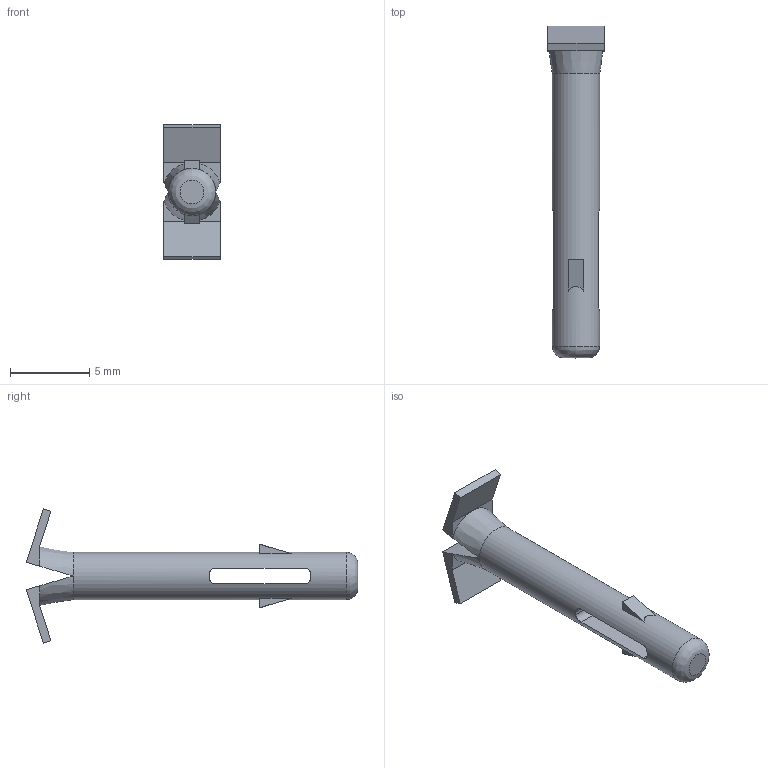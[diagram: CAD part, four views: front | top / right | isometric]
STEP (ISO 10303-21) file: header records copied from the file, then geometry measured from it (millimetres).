
FILE_DESCRIPTION(/* description */ (''),/* implementation_level */ '2;1');
FILE_NAME(/* name */ 'H4.stp',/* time_stamp */ '2016-08-19T15:01:51-04:00',/* author */ ('CAD Station'),/* organization */ (''),/* preprocessor_version */ 'ST-DEVELOPER v16.1',/* originating_system */ 'Autodesk Inventor 2016',/* authorisation */ '');
FILE_SCHEMA (('AUTOMOTIVE_DESIGN { 1 0 10303 214 3 1 1 }'));
Length unit declared in the file: millimetre
Products named in the file (1): H4
Bounding box: 3.6 x 21 x 8.5 mm (x, y, z)
Volume: 137.5 mm3; surface area: 302.1 mm2
Topology: 3 solids, 3 shells, 45 faces, 108 edges, 68 vertices
Faces by surface type: plane 35, cylinder 5, cone 4, bspline 1
Full cylindrical faces by diameter (mm): 3 x1
Entity records: 1415 total; most frequent: CARTESIAN_POINT 320, DIRECTION 209, ORIENTED_EDGE 208, EDGE_CURVE 104, AXIS2_PLACEMENT_3D 71, LINE 67, VECTOR 67, VERTEX_POINT 66
